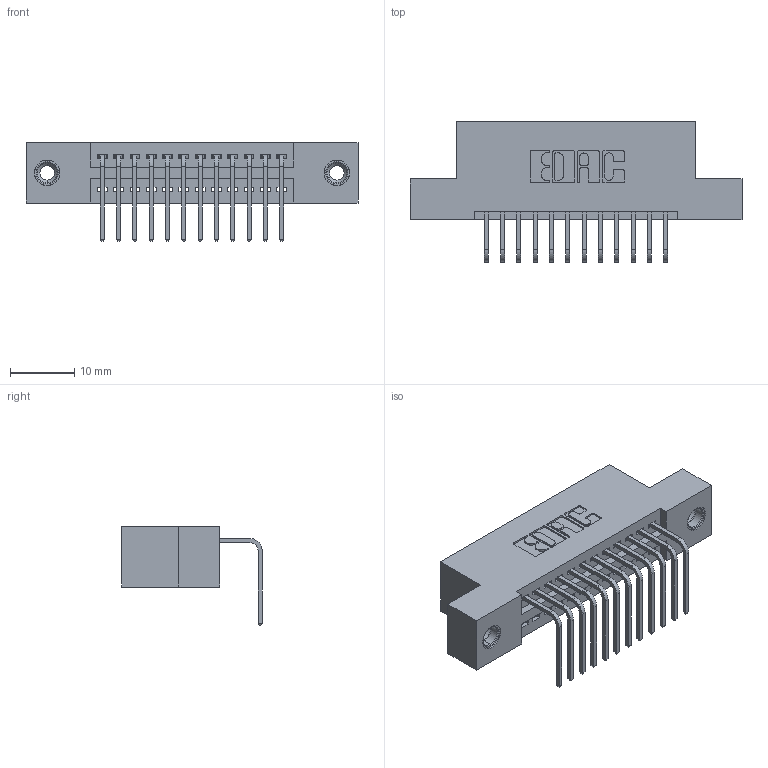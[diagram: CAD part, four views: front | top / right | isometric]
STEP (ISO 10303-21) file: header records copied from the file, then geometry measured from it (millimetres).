
FILE_DESCRIPTION (( 'STEP AP203' ), '1' );
FILE_NAME ('395-012-558-108.STEP', '2018-11-05T19:46:18', ( '' ), ( '' ), 'SwSTEP 2.0', 'SolidWorks 2016', '' );
FILE_SCHEMA (( 'CONFIG_CONTROL_DESIGN' ));
Length unit declared in the file: inch
Products named in the file (4): 345-250-001_345-250-003-102; 345-292-001_558 Tail - 2; 395-012-558-108; 345 Part_Flush Mounting Lugs - 0.156 Dia-TI
Assembly tree (15 placements, depth 2):
  395-012-558-108
    345 Part_Flush Mounting Lugs - 0.156 Dia-TI
    345-292-001_558 Tail - 2  x12
    345-250-001_345-250-003-102  x2
Bounding box: 51.69 x 21.83 x 15.37 mm (x, y, z)
Volume: 4697.2 mm3; surface area: 6088.5 mm2
Topology: 15 solids, 15 shells, 906 faces, 2661 edges, 1750 vertices
Faces by surface type: plane 616, cylinder 274, cone 12, torus 4
Entity records: 14340 total; most frequent: CARTESIAN_POINT 2467, ORIENTED_EDGE 2406, DIRECTION 2225, EDGE_CURVE 1203, LINE 1003, VECTOR 1003, VERTEX_POINT 796, AXIS2_PLACEMENT_3D 611
